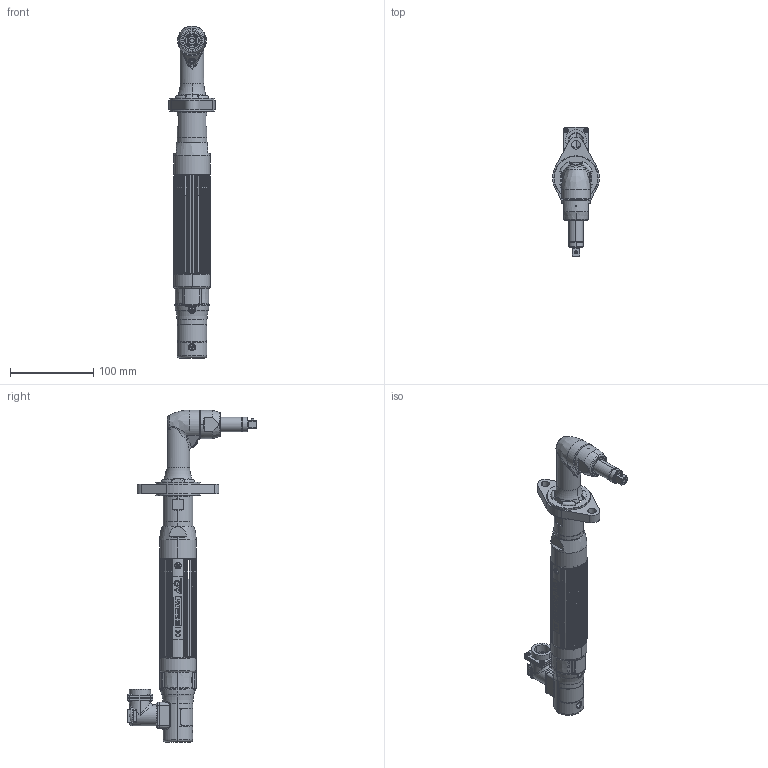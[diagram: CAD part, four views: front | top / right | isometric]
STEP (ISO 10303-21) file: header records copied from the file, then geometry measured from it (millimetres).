
FILE_DESCRIPTION((''),'2;1');
FILE_NAME('EB33MA18F1-48','2021-02-15T13:37:59',('SXD1216'),(''),'CREO PARAMETRIC BY PTC INC, 2017380','CREO PARAMETRIC BY PTC INC, 2017380','');
FILE_SCHEMA(('CONFIG_CONTROL_DESIGN'));
Length unit declared in the file: inch
Products named in the file (1): EB33MA18F1-48
Bounding box: 56.36 x 156.22 x 399.94 mm (x, y, z)
Surface area: 113948.4 mm2 (no closed solid volume)
Topology: 0 solids, 144 shells, 635 faces, 3632 edges, 3052 vertices
Faces by surface type: cylinder 256, plane 199, bspline 68, cone 58, torus 54
Entity records: 46231 total; most frequent: CARTESIAN_POINT 19871, DIRECTION 5023, ORIENTED_EDGE 4655, EDGE_CURVE 3632, VERTEX_POINT 3052, VECTOR 1883, LINE 1883, AXIS2_PLACEMENT_3D 1570
